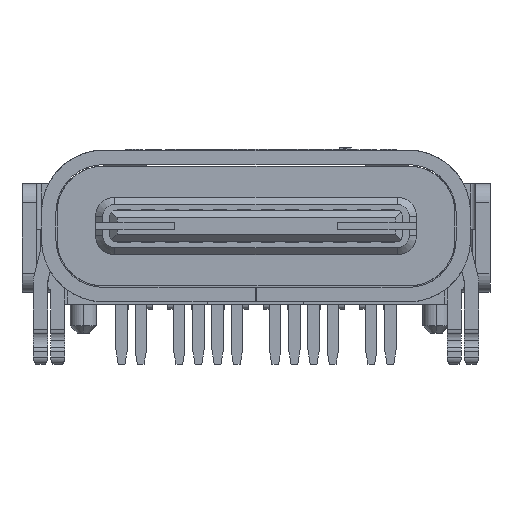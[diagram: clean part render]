
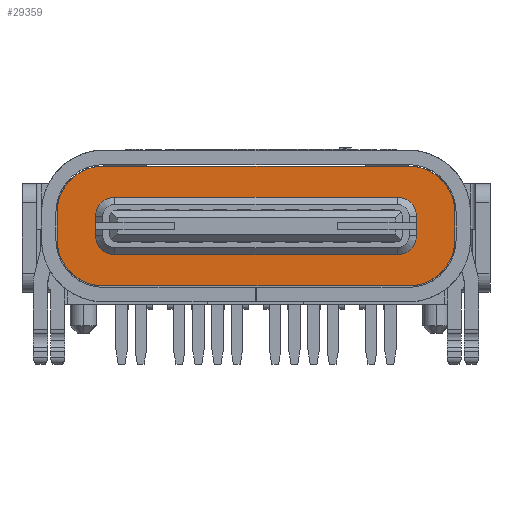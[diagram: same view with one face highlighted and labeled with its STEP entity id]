
A CAD part, front view. The second image highlights one B-rep face of the part: STEP entity #29359.
In plain terms, the highlighted planar face has unit normal (0, -1, 0).
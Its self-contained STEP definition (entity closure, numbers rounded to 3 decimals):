
#29193 = VERTEX_POINT('',#29194);
#29194 = CARTESIAN_POINT('',(-4.145,-0.45,1.93
    ));
#29202 = EDGE_CURVE('',#29193,#29203,#29205,.T.);
#29203 = VERTEX_POINT('',#29204);
#29204 = CARTESIAN_POINT('',(-3.175,-0.45,
    2.9));
#29205 = CIRCLE('',#29206,0.97);
#29206 = AXIS2_PLACEMENT_3D('',#29207,#29208,#29209);
#29207 = CARTESIAN_POINT('',(-3.175,-0.45,1.93
    ));
#29208 = DIRECTION('',(0.,1.,-0.));
#29209 = DIRECTION('',(-1.,0.,0.));
#29340 = EDGE_CURVE('',#29341,#29193,#29343,.T.);
#29341 = VERTEX_POINT('',#29342);
#29342 = CARTESIAN_POINT('',(-4.145,-0.45,1.37
    ));
#29343 = LINE('',#29344,#29345);
#29344 = CARTESIAN_POINT('',(-4.145,-0.45,1.37
    ));
#29345 = VECTOR('',#29346,1.);
#29346 = DIRECTION('',(0.,0.,1.));
#29359 = ADVANCED_FACE('',(#29360,#29413),#29483,.T.);
#29360 = FACE_BOUND('',#29361,.F.);
#29361 = EDGE_LOOP('',(#29362,#29372,#29381,#29389,#29396,#29397,#29398,
    #29406));
#29362 = ORIENTED_EDGE('',*,*,#29363,.F.);
#29363 = EDGE_CURVE('',#29364,#29366,#29368,.T.);
#29364 = VERTEX_POINT('',#29365);
#29365 = CARTESIAN_POINT('',(4.145,-0.45,1.37)
  );
#29366 = VERTEX_POINT('',#29367);
#29367 = CARTESIAN_POINT('',(4.145,-0.45,1.93)
  );
#29368 = LINE('',#29369,#29370);
#29369 = CARTESIAN_POINT('',(4.145,-0.45,1.37)
  );
#29370 = VECTOR('',#29371,1.);
#29371 = DIRECTION('',(0.,0.,1.));
#29372 = ORIENTED_EDGE('',*,*,#29373,.T.);
#29373 = EDGE_CURVE('',#29364,#29374,#29376,.T.);
#29374 = VERTEX_POINT('',#29375);
#29375 = CARTESIAN_POINT('',(3.175,-0.45,
    0.4));
#29376 = CIRCLE('',#29377,0.97);
#29377 = AXIS2_PLACEMENT_3D('',#29378,#29379,#29380);
#29378 = CARTESIAN_POINT('',(3.175,-0.45,1.37)
  );
#29379 = DIRECTION('',(0.,1.,0.));
#29380 = DIRECTION('',(1.,0.,0.));
#29381 = ORIENTED_EDGE('',*,*,#29382,.F.);
#29382 = EDGE_CURVE('',#29383,#29374,#29385,.T.);
#29383 = VERTEX_POINT('',#29384);
#29384 = CARTESIAN_POINT('',(-3.175,-0.45,
    0.4));
#29385 = LINE('',#29386,#29387);
#29386 = CARTESIAN_POINT('',(-3.175,-0.45,
    0.4));
#29387 = VECTOR('',#29388,1.);
#29388 = DIRECTION('',(1.,0.,0.));
#29389 = ORIENTED_EDGE('',*,*,#29390,.T.);
#29390 = EDGE_CURVE('',#29383,#29341,#29391,.T.);
#29391 = CIRCLE('',#29392,0.97);
#29392 = AXIS2_PLACEMENT_3D('',#29393,#29394,#29395);
#29393 = CARTESIAN_POINT('',(-3.175,-0.45,1.37
    ));
#29394 = DIRECTION('',(0.,1.,0.));
#29395 = DIRECTION('',(0.,0.,-1.));
#29396 = ORIENTED_EDGE('',*,*,#29340,.T.);
#29397 = ORIENTED_EDGE('',*,*,#29202,.T.);
#29398 = ORIENTED_EDGE('',*,*,#29399,.F.);
#29399 = EDGE_CURVE('',#29400,#29203,#29402,.T.);
#29400 = VERTEX_POINT('',#29401);
#29401 = CARTESIAN_POINT('',(3.175,-0.45,
    2.9));
#29402 = LINE('',#29403,#29404);
#29403 = CARTESIAN_POINT('',(3.175,-0.45,
    2.9));
#29404 = VECTOR('',#29405,1.);
#29405 = DIRECTION('',(-1.,0.,0.));
#29406 = ORIENTED_EDGE('',*,*,#29407,.T.);
#29407 = EDGE_CURVE('',#29400,#29366,#29408,.T.);
#29408 = CIRCLE('',#29409,0.97);
#29409 = AXIS2_PLACEMENT_3D('',#29410,#29411,#29412);
#29410 = CARTESIAN_POINT('',(3.175,-0.45,1.93)
  );
#29411 = DIRECTION('',(-0.,1.,0.));
#29412 = DIRECTION('',(0.,0.,1.));
#29413 = FACE_BOUND('',#29414,.F.);
#29414 = EDGE_LOOP('',(#29415,#29425,#29434,#29442,#29451,#29459,#29468,
    #29476));
#29415 = ORIENTED_EDGE('',*,*,#29416,.T.);
#29416 = EDGE_CURVE('',#29417,#29419,#29421,.T.);
#29417 = VERTEX_POINT('',#29418);
#29418 = CARTESIAN_POINT('',(2.945,-0.45,
    2.25));
#29419 = VERTEX_POINT('',#29420);
#29420 = CARTESIAN_POINT('',(-2.945,-0.45,
    2.25));
#29421 = LINE('',#29422,#29423);
#29422 = CARTESIAN_POINT('',(2.945,-0.45,
    2.25));
#29423 = VECTOR('',#29424,1.);
#29424 = DIRECTION('',(-1.,0.,0.));
#29425 = ORIENTED_EDGE('',*,*,#29426,.T.);
#29426 = EDGE_CURVE('',#29419,#29427,#29429,.T.);
#29427 = VERTEX_POINT('',#29428);
#29428 = CARTESIAN_POINT('',(-3.345,-0.45,1.85));
#29429 = CIRCLE('',#29430,0.4);
#29430 = AXIS2_PLACEMENT_3D('',#29431,#29432,#29433);
#29431 = CARTESIAN_POINT('',(-2.945,-0.45,1.85));
#29432 = DIRECTION('',(0.,-1.,0.));
#29433 = DIRECTION('',(0.,0.,1.));
#29434 = ORIENTED_EDGE('',*,*,#29435,.T.);
#29435 = EDGE_CURVE('',#29427,#29436,#29438,.T.);
#29436 = VERTEX_POINT('',#29437);
#29437 = CARTESIAN_POINT('',(-3.345,-0.45,
    1.45));
#29438 = LINE('',#29439,#29440);
#29439 = CARTESIAN_POINT('',(-3.345,-0.45,
    1.85));
#29440 = VECTOR('',#29441,1.);
#29441 = DIRECTION('',(0.,0.,-1.));
#29442 = ORIENTED_EDGE('',*,*,#29443,.T.);
#29443 = EDGE_CURVE('',#29436,#29444,#29446,.T.);
#29444 = VERTEX_POINT('',#29445);
#29445 = CARTESIAN_POINT('',(-2.945,-0.45,
    1.05));
#29446 = CIRCLE('',#29447,0.4);
#29447 = AXIS2_PLACEMENT_3D('',#29448,#29449,#29450);
#29448 = CARTESIAN_POINT('',(-2.945,-0.45,1.45));
#29449 = DIRECTION('',(0.,-1.,0.));
#29450 = DIRECTION('',(-1.,-0.,0.));
#29451 = ORIENTED_EDGE('',*,*,#29452,.T.);
#29452 = EDGE_CURVE('',#29444,#29453,#29455,.T.);
#29453 = VERTEX_POINT('',#29454);
#29454 = CARTESIAN_POINT('',(2.945,-0.45,
    1.05));
#29455 = LINE('',#29456,#29457);
#29456 = CARTESIAN_POINT('',(-2.945,-0.45,
    1.05));
#29457 = VECTOR('',#29458,1.);
#29458 = DIRECTION('',(1.,0.,0.));
#29459 = ORIENTED_EDGE('',*,*,#29460,.T.);
#29460 = EDGE_CURVE('',#29453,#29461,#29463,.T.);
#29461 = VERTEX_POINT('',#29462);
#29462 = CARTESIAN_POINT('',(3.345,-0.45,1.45));
#29463 = CIRCLE('',#29464,0.4);
#29464 = AXIS2_PLACEMENT_3D('',#29465,#29466,#29467);
#29465 = CARTESIAN_POINT('',(2.945,-0.45,1.45));
#29466 = DIRECTION('',(0.,-1.,0.));
#29467 = DIRECTION('',(0.,-0.,-1.));
#29468 = ORIENTED_EDGE('',*,*,#29469,.T.);
#29469 = EDGE_CURVE('',#29461,#29470,#29472,.T.);
#29470 = VERTEX_POINT('',#29471);
#29471 = CARTESIAN_POINT('',(3.345,-0.45,
    1.85));
#29472 = LINE('',#29473,#29474);
#29473 = CARTESIAN_POINT('',(3.345,-0.45,
    1.45));
#29474 = VECTOR('',#29475,1.);
#29475 = DIRECTION('',(0.,0.,1.));
#29476 = ORIENTED_EDGE('',*,*,#29477,.T.);
#29477 = EDGE_CURVE('',#29470,#29417,#29478,.T.);
#29478 = CIRCLE('',#29479,0.4);
#29479 = AXIS2_PLACEMENT_3D('',#29480,#29481,#29482);
#29480 = CARTESIAN_POINT('',(2.945,-0.45,1.85));
#29481 = DIRECTION('',(0.,-1.,0.));
#29482 = DIRECTION('',(1.,0.,0.));
#29483 = PLANE('',#29484);
#29484 = AXIS2_PLACEMENT_3D('',#29485,#29486,#29487);
#29485 = CARTESIAN_POINT('',(0.,-0.45,
    1.65));
#29486 = DIRECTION('',(0.,-1.,0.));
#29487 = DIRECTION('',(1.,0.,0.));
